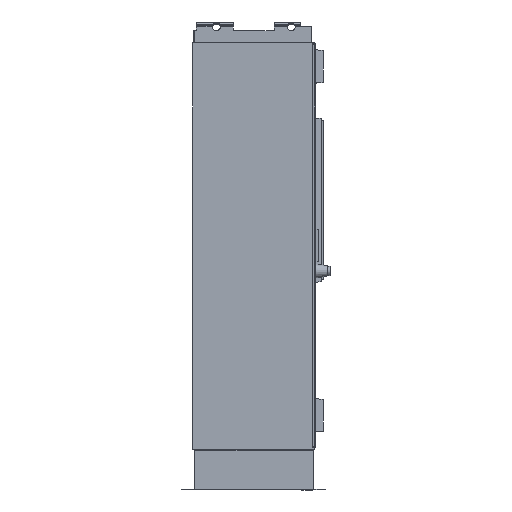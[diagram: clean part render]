
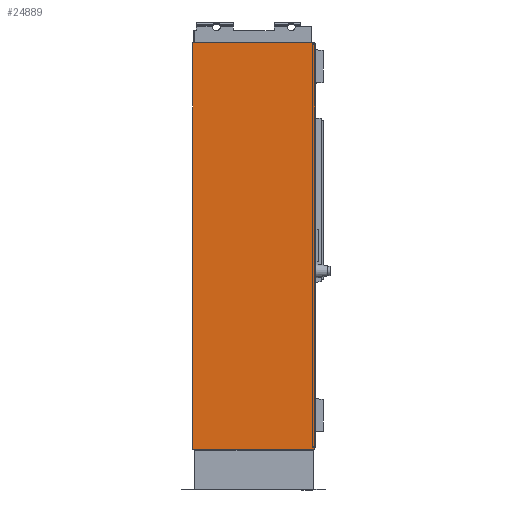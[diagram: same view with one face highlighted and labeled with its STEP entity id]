
A CAD part, left-side view. The second image highlights one B-rep face of the part: STEP entity #24889.
In plain terms, the highlighted planar face has unit normal (-1, 0, 0).
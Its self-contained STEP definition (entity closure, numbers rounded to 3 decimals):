
#21486=FACE_OUTER_BOUND('',#36078,.T.);
#24889=ADVANCED_FACE('',(#21486),#28872,.T.);
#28872=PLANE('',#96543);
#36078=EDGE_LOOP('',(#43858,#43859,#43860,#43861));
#43858=ORIENTED_EDGE('',*,*,#70080,.F.);
#43859=ORIENTED_EDGE('',*,*,#70078,.T.);
#43860=ORIENTED_EDGE('',*,*,#70081,.F.);
#43861=ORIENTED_EDGE('',*,*,#70082,.F.);
#62488=VERTEX_POINT('',#123590);
#62489=VERTEX_POINT('',#123592);
#62490=VERTEX_POINT('',#123596);
#62491=VERTEX_POINT('',#123598);
#70078=EDGE_CURVE('',#62489,#62488,#80154,.T.);
#70080=EDGE_CURVE('',#62489,#62490,#80156,.T.);
#70081=EDGE_CURVE('',#62491,#62488,#80157,.T.);
#70082=EDGE_CURVE('',#62490,#62491,#80158,.T.);
#80154=LINE('',#123591,#88709);
#80156=LINE('',#123595,#88711);
#80157=LINE('',#123597,#88712);
#80158=LINE('',#123599,#88713);
#88709=VECTOR('',#103815,1.);
#88711=VECTOR('',#103819,1.);
#88712=VECTOR('',#103820,1.);
#88713=VECTOR('',#103821,1.);
#96543=AXIS2_PLACEMENT_3D('',#123600,#103822,#103823);
#103815=DIRECTION('',(0.,0.,-1.));
#103819=DIRECTION('',(0.,-1.,0.));
#103820=DIRECTION('',(0.,1.,0.));
#103821=DIRECTION('',(0.,0.,-1.));
#103822=DIRECTION('',(-1.,0.,0.));
#103823=DIRECTION('',(0.,0.,1.));
#123590=CARTESIAN_POINT('',(-1750.,600.,-100.));
#123591=CARTESIAN_POINT('',(-1750.,600.,1932.5));
#123592=CARTESIAN_POINT('',(-1750.,600.,1899.5));
#123595=CARTESIAN_POINT('',(-1750.,600.,1899.5));
#123596=CARTESIAN_POINT('',(-1750.,0.,1899.5));
#123597=CARTESIAN_POINT('',(-1750.,600.,-100.));
#123598=CARTESIAN_POINT('',(-1750.,0.,-100.));
#123599=CARTESIAN_POINT('',(-1750.,0.,0.));
#123600=CARTESIAN_POINT('',(-1750.,300.,1932.5));
